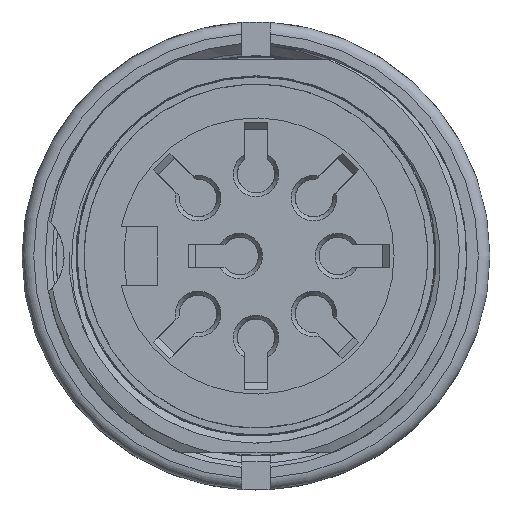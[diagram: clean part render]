
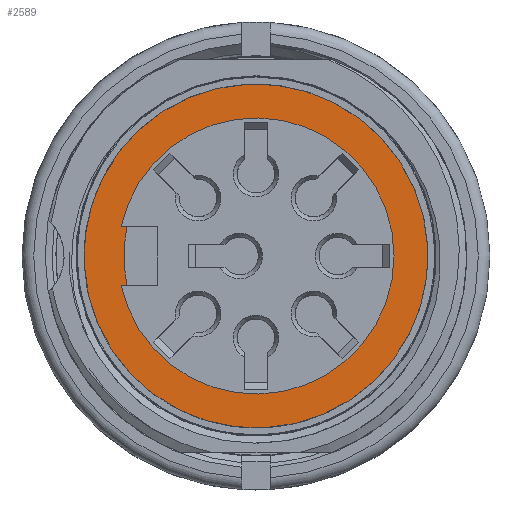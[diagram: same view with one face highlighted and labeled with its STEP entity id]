
A CAD part, front view. The second image highlights one B-rep face of the part: STEP entity #2589.
In plain terms, the highlighted planar face has unit normal (0, -1, 0).
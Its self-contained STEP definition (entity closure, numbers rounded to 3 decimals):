
#2082=FACE_BOUND('',#3632,.T.);
#2083=FACE_BOUND('',#3633,.T.);
#2281=PLANE('',#10036);
#2589=ADVANCED_FACE('',(#2082,#2083),#2281,.T.);
#3632=EDGE_LOOP('',(#6261));
#3633=EDGE_LOOP('',(#6262,#6263,#6264,#6265));
#4230=LINE('',#14379,#4813);
#4231=LINE('',#14381,#4814);
#4813=VECTOR('',#11392,1.);
#4814=VECTOR('',#11393,1.);
#6261=ORIENTED_EDGE('',*,*,#8874,.T.);
#6262=ORIENTED_EDGE('',*,*,#8875,.F.);
#6263=ORIENTED_EDGE('',*,*,#8873,.T.);
#6264=ORIENTED_EDGE('',*,*,#8876,.F.);
#6265=ORIENTED_EDGE('',*,*,#8877,.T.);
#7860=VERTEX_POINT('',#14372);
#7861=VERTEX_POINT('',#14374);
#7862=VERTEX_POINT('',#14378);
#7863=VERTEX_POINT('',#14380);
#7864=VERTEX_POINT('',#14382);
#8873=EDGE_CURVE('',#7860,#7861,#9574,.T.);
#8874=EDGE_CURVE('',#7862,#7862,#9575,.T.);
#8875=EDGE_CURVE('',#7860,#7863,#4230,.T.);
#8876=EDGE_CURVE('',#7864,#7861,#4231,.T.);
#8877=EDGE_CURVE('',#7864,#7863,#9576,.T.);
#9574=CIRCLE('',#10032,5.65);
#9575=CIRCLE('',#10034,7.35);
#9576=CIRCLE('',#10035,5.9);
#10032=AXIS2_PLACEMENT_3D('',#14375,#11386,#11387);
#10034=AXIS2_PLACEMENT_3D('',#14377,#11390,#11391);
#10035=AXIS2_PLACEMENT_3D('',#14383,#11394,#11395);
#10036=AXIS2_PLACEMENT_3D('',#14384,#11396,#11397);
#11386=DIRECTION('',(0.,1.,0.));
#11387=DIRECTION('',(0.547,0.,-0.837));
#11390=DIRECTION('',(0.,-1.,0.));
#11391=DIRECTION('',(0.547,0.,-0.837));
#11392=DIRECTION('',(-1.,0.,0.));
#11393=DIRECTION('',(1.,0.,0.));
#11394=DIRECTION('',(0.,1.,0.));
#11395=DIRECTION('',(0.,0.,-1.));
#11396=DIRECTION('',(0.,-1.,0.));
#11397=DIRECTION('',(0.837,0.,0.547));
#14372=CARTESIAN_POINT('',(-4.914,-17.756,-1.25));
#14374=CARTESIAN_POINT('',(-4.914,-17.756,1.25));
#14375=CARTESIAN_POINT('',(0.596,-17.756,0.));
#14377=CARTESIAN_POINT('',(0.596,-17.756,0.));
#14378=CARTESIAN_POINT('',(4.616,-17.756,-6.153));
#14379=CARTESIAN_POINT('',(-3.604,-17.756,-1.25));
#14380=CARTESIAN_POINT('',(-5.17,-17.756,-1.25));
#14381=CARTESIAN_POINT('',(-5.855,-17.756,1.25));
#14382=CARTESIAN_POINT('',(-5.17,-17.756,1.25));
#14383=CARTESIAN_POINT('',(0.596,-17.756,0.));
#14384=CARTESIAN_POINT('',(0.596,-17.756,0.));
